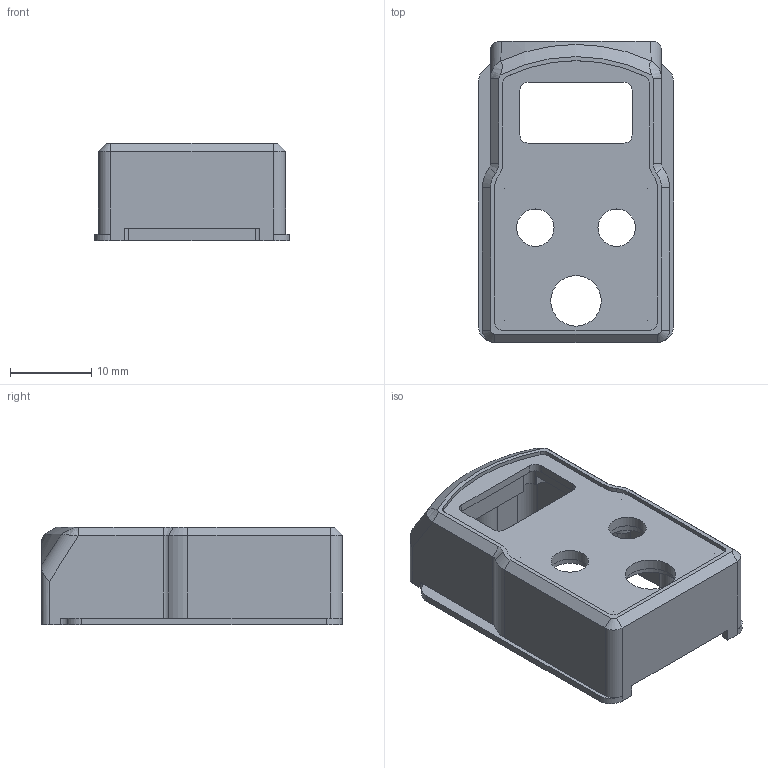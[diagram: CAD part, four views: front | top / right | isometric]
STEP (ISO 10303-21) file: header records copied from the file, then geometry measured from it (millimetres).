
FILE_DESCRIPTION(/* description */ ('Unknown'),/* implementation_level */ '2;1');
FILE_NAME(/* name */ 'EX-RV1K-02 BASTIDOR DE ELECTRONICA_31-10',/* time_stamp */ '2022-11-02T19:24:26+01:00',/* author */ ('Unknown'),/* organization */ ('Unknown'),/* preprocessor_version */ 'ST-DEVELOPER v18.1',/* originating_system */ 'Solid Edge',/* authorisation */ 'Unknown');
FILE_SCHEMA (('AUTOMOTIVE_DESIGN {1 0 10303 214 3 1 1}'));
Length unit declared in the file: millimetre
Products named in the file (1): EX-RV1K-02 BASTIDOR DE ELECTRONICA_31-10
Bounding box: 24 x 37 x 12 mm (x, y, z)
Volume: 2445 mm3; surface area: 4260.2 mm2
Topology: 1 solids, 1 shells, 172 faces, 483 edges, 317 vertices
Faces by surface type: cylinder 89, plane 65, cone 16, bspline 2
Full cylindrical faces by diameter (mm): 1.25 x8, 4.6 x2, 5.35 x2, 6.2 x1, 7.2 x1
Entity records: 6705 total; most frequent: CARTESIAN_POINT 1070, DIRECTION 963, ORIENTED_EDGE 882, EDGE_CURVE 441, AXIS2_PLACEMENT_3D 364, VERTEX_POINT 305, LINE 235, VECTOR 235
